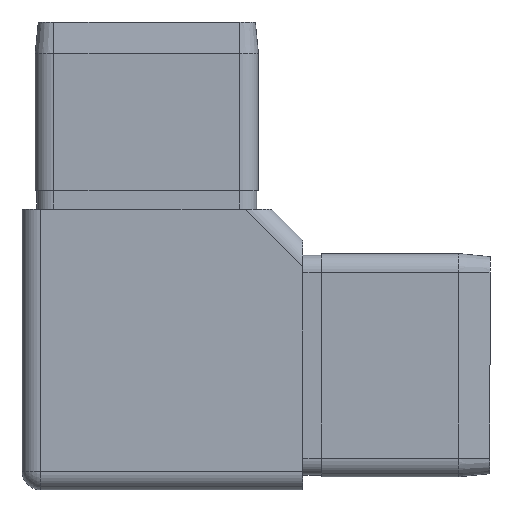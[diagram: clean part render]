
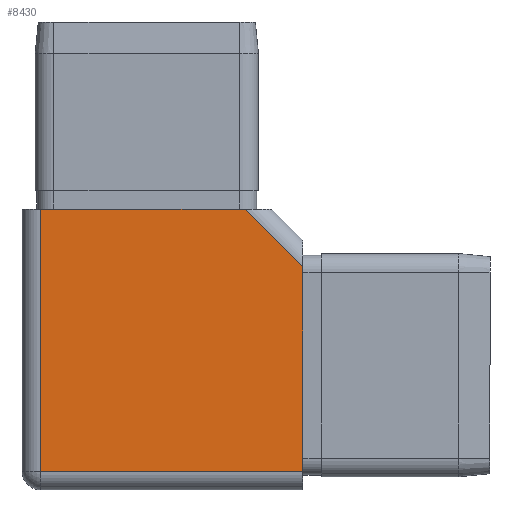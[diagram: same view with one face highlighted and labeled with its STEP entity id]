
A CAD part, left-side view. The second image highlights one B-rep face of the part: STEP entity #8430.
In plain terms, the highlighted planar face has unit normal (-1, 0, 0).
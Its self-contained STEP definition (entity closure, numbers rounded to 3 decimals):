
#784 = FACE_OUTER_BOUND ( 'NONE', #4990, .T. ) ;
#2637 = VERTEX_POINT ( 'NONE', #16595 ) ;
#3101 = LINE ( 'NONE', #20101, #25908 ) ;
#3987 = PLANE ( 'NONE',  #25486 ) ;
#4082 = DIRECTION ( 'NONE',  ( 0., 1., 0. ) ) ;
#4278 = EDGE_CURVE ( 'NONE', #21191, #16369, #3101, .T. ) ;
#4990 = EDGE_LOOP ( 'NONE', ( #12050, #17013, #10209, #15747, #6216 ) ) ;
#6216 = ORIENTED_EDGE ( 'NONE', *, *, #10707, .T. ) ;
#7298 = CARTESIAN_POINT ( 'NONE',  ( -20., 19.5, -19.5 ) ) ;
#7764 = DIRECTION ( 'NONE',  ( 0., -1., 0. ) ) ;
#8330 = CARTESIAN_POINT ( 'NONE',  ( -20., -22.5, 13.257 ) ) ;
#8354 = VECTOR ( 'NONE', #12315, 1000. ) ;
#8430 = ADVANCED_FACE ( 'NONE', ( #784 ), #3987, .F. ) ;
#8710 = VECTOR ( 'NONE', #23671, 1000. ) ;
#10209 = ORIENTED_EDGE ( 'NONE', *, *, #4278, .F. ) ;
#10707 = EDGE_CURVE ( 'NONE', #17535, #2637, #17076, .T. ) ;
#12050 = ORIENTED_EDGE ( 'NONE', *, *, #24391, .F. ) ;
#12143 = CARTESIAN_POINT ( 'NONE',  ( -20., 19.5, 22.5 ) ) ;
#12231 = LINE ( 'NONE', #12143, #8354 ) ;
#12315 = DIRECTION ( 'NONE',  ( 0., 0., -1. ) ) ;
#13974 = DIRECTION ( 'NONE',  ( 1., 0., 0. ) ) ;
#15492 = CARTESIAN_POINT ( 'NONE',  ( -20., 22.5, -19.5 ) ) ;
#15747 = ORIENTED_EDGE ( 'NONE', *, *, #26168, .T. ) ;
#16369 = VERTEX_POINT ( 'NONE', #22679 ) ;
#16595 = CARTESIAN_POINT ( 'NONE',  ( -20., -22.5, -19.5 ) ) ;
#16896 = CARTESIAN_POINT ( 'NONE',  ( -20., -22.5, 22.5 ) ) ;
#17013 = ORIENTED_EDGE ( 'NONE', *, *, #19338, .T. ) ;
#17076 = LINE ( 'NONE', #15492, #8710 ) ;
#17413 = DIRECTION ( 'NONE',  ( 0., 0.707, 0.707 ) ) ;
#17518 = LINE ( 'NONE', #16896, #26192 ) ;
#17535 = VERTEX_POINT ( 'NONE', #7298 ) ;
#18062 = CARTESIAN_POINT ( 'NONE',  ( -20., 19.5, 22.5 ) ) ;
#18381 = CARTESIAN_POINT ( 'NONE',  ( -20., 22.5, 22.5 ) ) ;
#19058 = DIRECTION ( 'NONE',  ( 0., 0., -1. ) ) ;
#19338 = EDGE_CURVE ( 'NONE', #23136, #16369, #23864, .T. ) ;
#20101 = CARTESIAN_POINT ( 'NONE',  ( -20., 22.5, 22.5 ) ) ;
#21191 = VERTEX_POINT ( 'NONE', #18062 ) ;
#22679 = CARTESIAN_POINT ( 'NONE',  ( -20., -13.257, 22.5 ) ) ;
#23136 = VERTEX_POINT ( 'NONE', #8330 ) ;
#23671 = DIRECTION ( 'NONE',  ( 0., -1., 0. ) ) ;
#23864 = LINE ( 'NONE', #25555, #25157 ) ;
#24391 = EDGE_CURVE ( 'NONE', #23136, #2637, #17518, .T. ) ;
#25157 = VECTOR ( 'NONE', #17413, 1000. ) ;
#25486 = AXIS2_PLACEMENT_3D ( 'NONE', #18381, #13974, #4082 ) ;
#25555 = CARTESIAN_POINT ( 'NONE',  ( -20., -15.379, 20.379 ) ) ;
#25908 = VECTOR ( 'NONE', #7764, 1000. ) ;
#26168 = EDGE_CURVE ( 'NONE', #21191, #17535, #12231, .T. ) ;
#26192 = VECTOR ( 'NONE', #19058, 1000. ) ;
